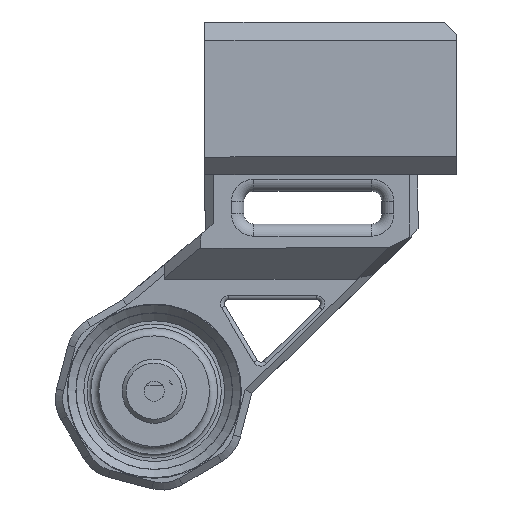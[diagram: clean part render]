
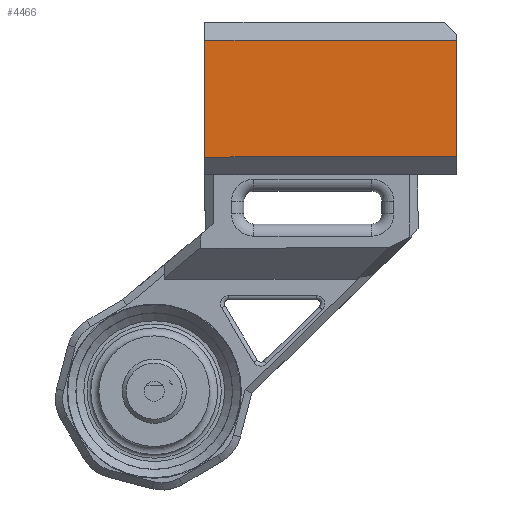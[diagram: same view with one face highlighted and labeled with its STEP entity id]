
A CAD part, left-side view. The second image highlights one B-rep face of the part: STEP entity #4466.
In plain terms, the highlighted planar face has unit normal (-1, 0, 0).
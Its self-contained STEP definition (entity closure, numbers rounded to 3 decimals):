
#609=FACE_OUTER_BOUND('',#901,.T.);
#901=EDGE_LOOP('',(#3064,#3065,#3066,#3067));
#1228=LINE('',#6799,#1562);
#1237=LINE('',#6863,#1571);
#1242=LINE('',#6873,#1576);
#1243=LINE('',#6875,#1577);
#1562=VECTOR('',#5370,10.);
#1571=VECTOR('',#5389,10.);
#1576=VECTOR('',#5396,10.);
#1577=VECTOR('',#5399,10.);
#1891=VERTEX_POINT('',#6796);
#1892=VERTEX_POINT('',#6798);
#1906=VERTEX_POINT('',#6861);
#1910=VERTEX_POINT('',#6871);
#2318=EDGE_CURVE('',#1891,#1892,#1228,.T.);
#2334=EDGE_CURVE('',#1906,#1891,#1237,.T.);
#2339=EDGE_CURVE('',#1910,#1906,#1242,.T.);
#2340=EDGE_CURVE('',#1892,#1910,#1243,.T.);
#3064=ORIENTED_EDGE('',*,*,#2318,.F.);
#3065=ORIENTED_EDGE('',*,*,#2334,.F.);
#3066=ORIENTED_EDGE('',*,*,#2339,.F.);
#3067=ORIENTED_EDGE('',*,*,#2340,.F.);
#4364=PLANE('',#4773);
#4466=ADVANCED_FACE('',(#609),#4364,.F.);
#4773=AXIS2_PLACEMENT_3D('',#6874,#5397,#5398);
#5370=DIRECTION('',(0.,0.,1.));
#5389=DIRECTION('',(0.,1.,-0.003));
#5396=DIRECTION('',(0.,0.,-1.));
#5397=DIRECTION('center_axis',(1.,0.,0.));
#5398=DIRECTION('ref_axis',(0.,0.,-1.));
#5399=DIRECTION('',(0.,-1.,0.));
#6796=CARTESIAN_POINT('',(-133.303,-244.044,270.964));
#6798=CARTESIAN_POINT('',(-133.303,-244.044,299.698));
#6799=CARTESIAN_POINT('',(-133.303,-244.044,291.331));
#6861=CARTESIAN_POINT('',(-133.303,-305.969,271.156));
#6863=CARTESIAN_POINT('',(-133.303,-251.795,270.988));
#6871=CARTESIAN_POINT('',(-133.303,-305.969,299.698));
#6873=CARTESIAN_POINT('',(-133.303,-305.969,268.263));
#6874=CARTESIAN_POINT('Origin',(-133.303,-275.007,288.13));
#6875=CARTESIAN_POINT('',(-133.303,-298.229,299.698));
